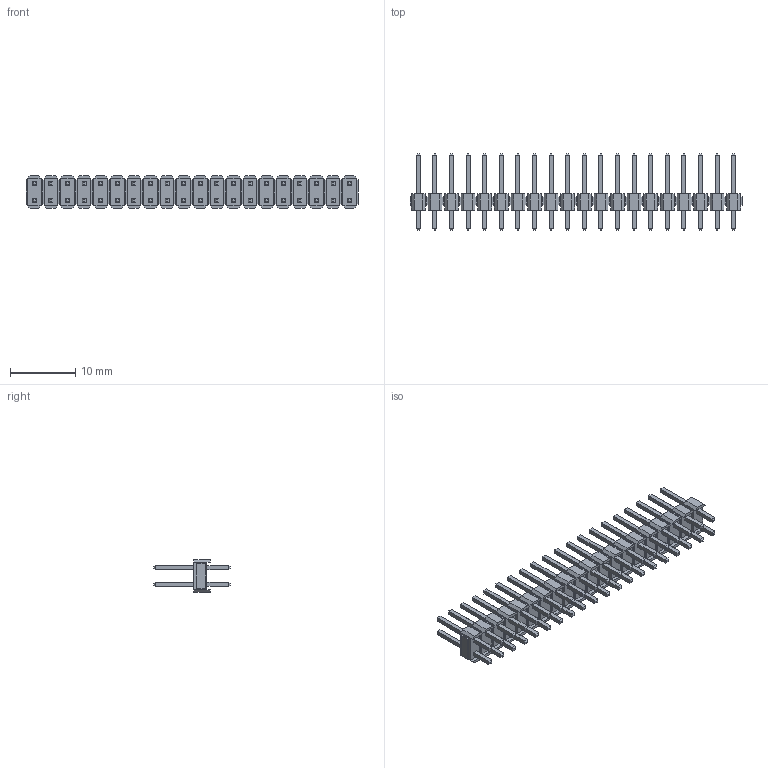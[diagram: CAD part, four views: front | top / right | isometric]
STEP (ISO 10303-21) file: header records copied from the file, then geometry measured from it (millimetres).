
FILE_DESCRIPTION (( 'STEP AP214' ), '1' );
FILE_NAME ('PLD-40.STEP', '2019-06-28T09:00:06', ( '' ), ( '' ), 'SwSTEP 2.0', 'SolidWorks 2018', '' );
FILE_SCHEMA (( 'AUTOMOTIVE_DESIGN' ));
Length unit declared in the file: millimetre
Products named in the file (1): PLD-40
Bounding box: 50.8 x 11.64 x 5 mm (x, y, z)
Volume: 620.1 mm3; surface area: 2083.2 mm2
Topology: 20 solids, 20 shells, 1200 faces, 2720 edges, 1680 vertices
Faces by surface type: plane 1200
Entity records: 45729 total; most frequent: CARTESIAN_POINT 5601, ORIENTED_EDGE 5440, DIRECTION 5122, EDGE_CURVE 2720, LINE 2720, VECTOR 2720, VERTEX_POINT 1680, EDGE_LOOP 1320
